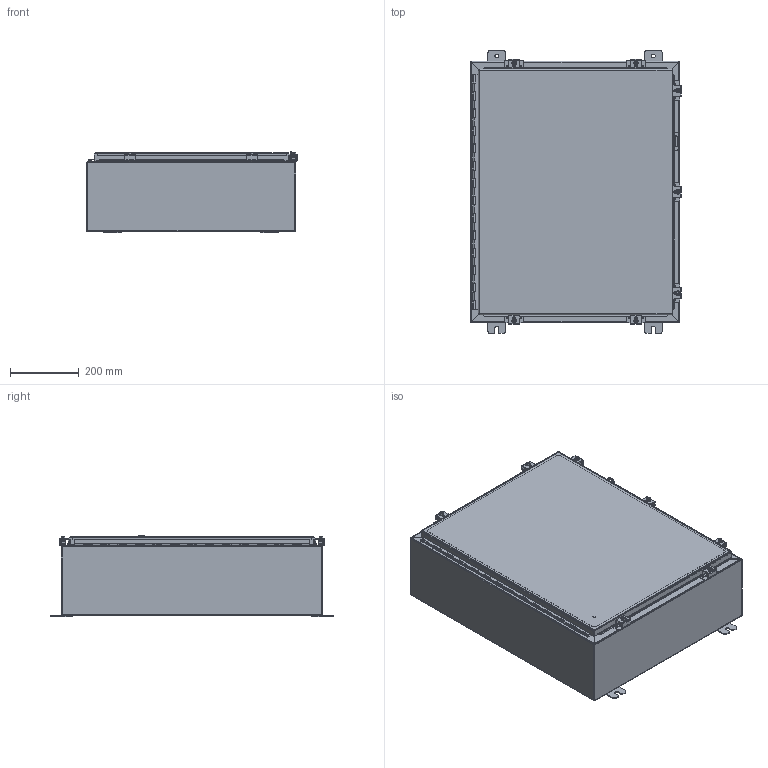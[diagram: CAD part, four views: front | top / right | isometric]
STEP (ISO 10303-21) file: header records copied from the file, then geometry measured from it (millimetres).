
FILE_DESCRIPTION (( 'STEP AP214' ), '1' );
FILE_NAME ('SSN4302408A.STEP', '2016-02-09T20:53:28', ( '' ), ( '' ), 'SwSTEP 2.0', 'SolidWorks 2014', '' );
FILE_SCHEMA (( 'AUTOMOTIVE_DESIGN' ));
Length unit declared in the file: inch
Products named in the file (19): SSN4302408A; 34871; 38412; SSN4302408ABKP; 32912; 28x22; 38846; SSN43024ALID; 32874-30T; 32874-30L; 32874-30P; 32874-30; 38859; 30824-1; 30824-2; 30824-3; 30824-4; 30824; 30818
Assembly tree (36 placements, depth 3):
  SSN4302408A
    34871  x4
    38412
    SSN4302408ABKP
    32912
    28x22
    38846
    SSN43024ALID
    32874-30
      32874-30T
      32874-30L
      32874-30P
    38859  x4
    30824  x7
      30824-1
      30824-2
      30824-3
      30824-4
    30818  x7
Bounding box: 615.08 x 825.5 x 237.62 mm (x, y, z)
Volume: 3404508.1 mm3; surface area: 3524323.1 mm2
Topology: 52 solids, 52 shells, 2090 faces, 5438 edges, 3494 vertices
Faces by surface type: cylinder 905, plane 818, bspline 199, torus 86, sphere 42, cone 40
Entity records: 40959 total; most frequent: CARTESIAN_POINT 10785, ORIENTED_EDGE 4620, DIRECTION 4602, EDGE_CURVE 2310, AXIS2_PLACEMENT_3D 1596, VERTEX_POINT 1472, VECTOR 1410, LINE 1410
